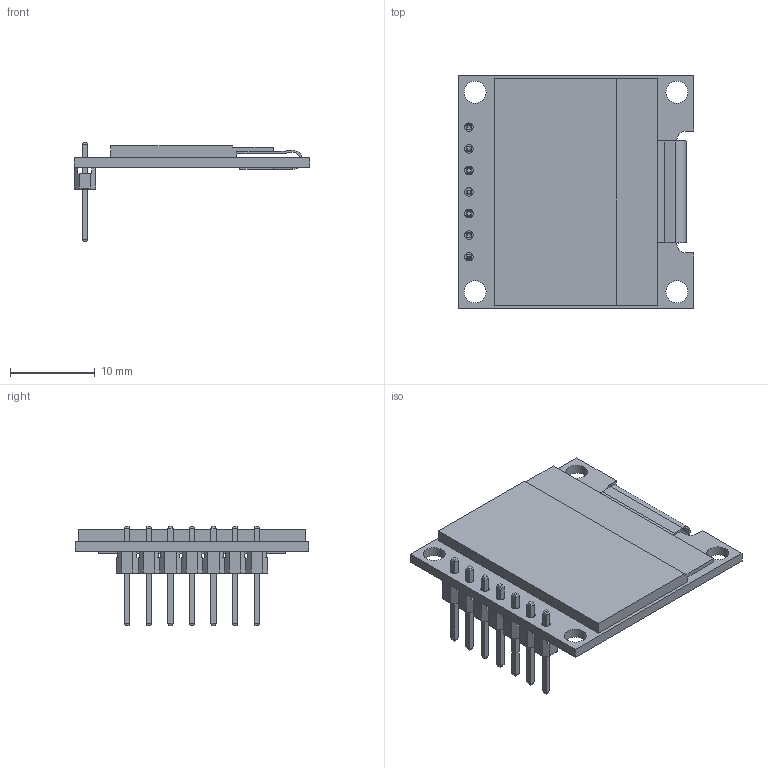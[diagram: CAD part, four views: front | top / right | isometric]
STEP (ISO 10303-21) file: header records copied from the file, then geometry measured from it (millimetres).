
FILE_DESCRIPTION(/* description */ (''),/* implementation_level */ '2;1');
FILE_NAME(/* name */ 'OLED 0.96_ V2.0 v1.step',/* time_stamp */ '2024-05-24T06:00:36-04:00',/* author */ (''),/* organization */ (''),/* preprocessor_version */ 'ST-DEVELOPER v20',/* originating_system */ 'Autodesk Translation Framework v12.20.1.177',/* authorisation */ '');
FILE_SCHEMA (('AUTOMOTIVE_DESIGN { 1 0 10303 214 3 1 1 }'));
Length unit declared in the file: millimetre
Products named in the file (3): OLED 0.96_  V2.0; LCD; Flex
Assembly tree (2 placements, depth 2):
  OLED 0.96_  V2.0
    LCD
    Flex
Bounding box: 27.75 x 27.5 x 11.7 mm (x, y, z)
Volume: 1590.4 mm3; surface area: 3639.8 mm2
Topology: 4 solids, 4 shells, 289 faces, 720 edges, 460 vertices
Faces by surface type: plane 271, cylinder 16, bspline 2
Full cylindrical faces by diameter (mm): 0.1 x1, 1 x7, 2.6 x4
Entity records: 8809 total; most frequent: CARTESIAN_POINT 1512, ORIENTED_EDGE 1440, DIRECTION 1332, EDGE_CURVE 720, LINE 684, VECTOR 684, VERTEX_POINT 460, EDGE_LOOP 332
